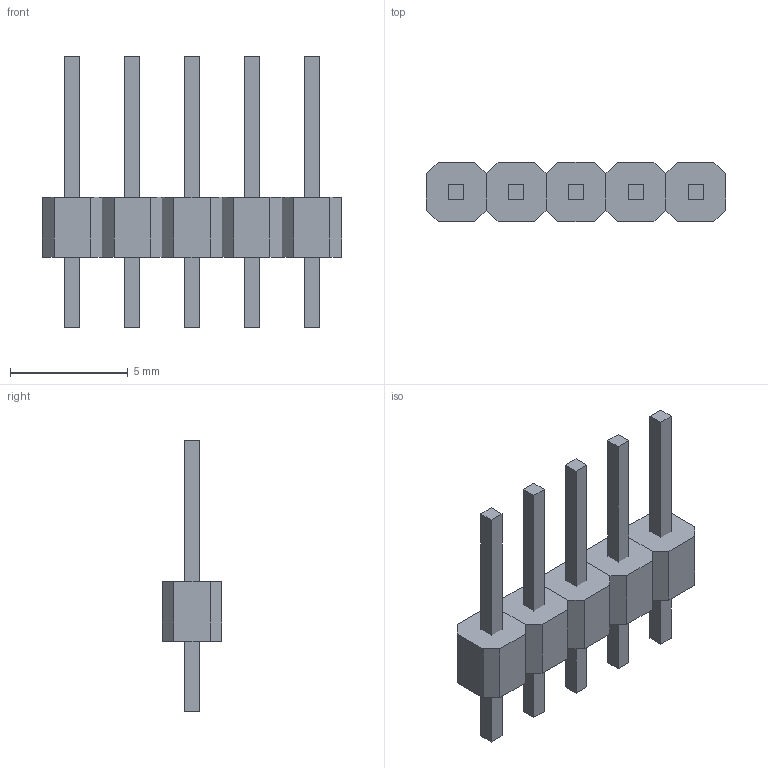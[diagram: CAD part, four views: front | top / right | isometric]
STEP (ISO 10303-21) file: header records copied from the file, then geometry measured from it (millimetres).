
FILE_DESCRIPTION (( 'STEP AP214' ), '1' );
FILE_NAME ('1001-5.STEP', '2008-07-31T12:20:30', ( 'j' ), ( '' ), 'SwSTEP 2.0', 'SolidWorks 2004231', '' );
FILE_SCHEMA (( 'AUTOMOTIVE_DESIGN' ));
Length unit declared in the file: millimetre
Products named in the file (1): 1001-5
Bounding box: 12.7 x 2.54 x 11.54 mm (x, y, z)
Volume: 99.2 mm3; surface area: 325.5 mm2
Topology: 10 solids, 10 shells, 80 faces, 180 edges, 120 vertices
Faces by surface type: plane 80
Entity records: 2838 total; most frequent: CARTESIAN_POINT 381, ORIENTED_EDGE 360, DIRECTION 342, EDGE_CURVE 180, VECTOR 180, LINE 180, VERTEX_POINT 120, AXIS2_PLACEMENT_3D 81
